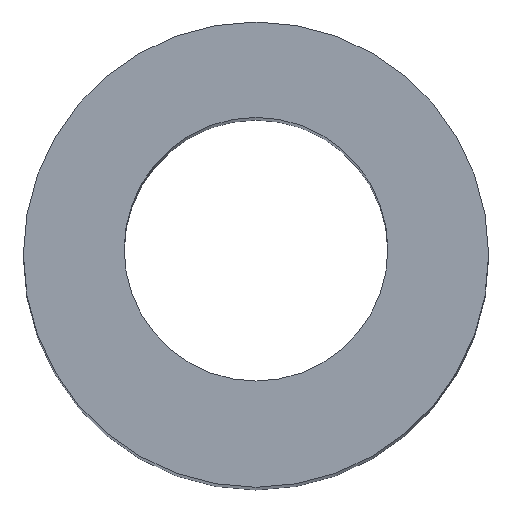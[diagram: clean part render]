
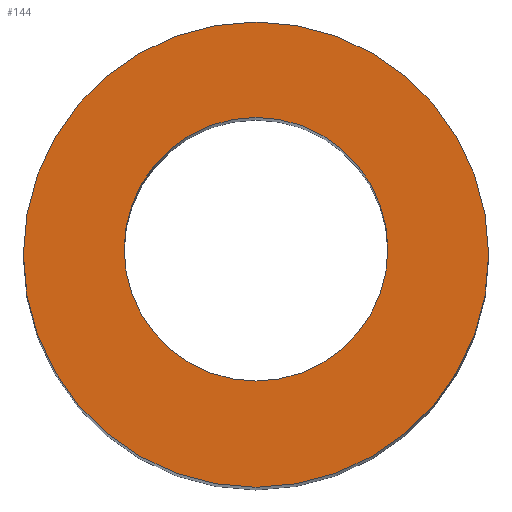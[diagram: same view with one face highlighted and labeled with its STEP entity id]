
A CAD part, top view. The second image highlights one B-rep face of the part: STEP entity #144.
In plain terms, the highlighted planar face has unit normal (0, 0, 1).
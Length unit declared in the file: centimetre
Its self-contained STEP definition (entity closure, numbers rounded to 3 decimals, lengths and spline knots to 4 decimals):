
#104=PLANE('',#152);
#106=VERTEX_POINT('',#170);
#108=VERTEX_POINT('',#175);
#110=CIRCLE('',#147,0.3);
#112=CIRCLE('',#150,0.17);
#114=EDGE_CURVE('',#106,#106,#110,.T.);
#116=EDGE_CURVE('',#108,#108,#112,.T.);
#122=ORIENTED_EDGE('',*,*,#116,.F.);
#123=ORIENTED_EDGE('',*,*,#114,.F.);
#130=EDGE_LOOP('',(#122));
#131=EDGE_LOOP('',(#123));
#138=FACE_BOUND('',#130,.T.);
#139=FACE_BOUND('',#131,.T.);
#144=ADVANCED_FACE('',(#138,#139),#104,.T.);
#147=AXIS2_PLACEMENT_3D('',#169,#156,#157);
#150=AXIS2_PLACEMENT_3D('',#174,#162,#163);
#152=AXIS2_PLACEMENT_3D('',#178,#166,$);
#156=DIRECTION('',(0.,0.,-1.));
#157=DIRECTION('',(0.3,0.,0.));
#162=DIRECTION('',(0.,0.,1.));
#163=DIRECTION('',(0.17,0.,0.));
#166=DIRECTION('',(0.,0.,1.));
#169=CARTESIAN_POINT('',(0.,0.,1.));
#170=CARTESIAN_POINT('',(0.3,0.,1.));
#174=CARTESIAN_POINT('',(0.,0.007,1.));
#175=CARTESIAN_POINT('',(0.17,0.007,1.));
#178=CARTESIAN_POINT('',(0.,0.,1.));
